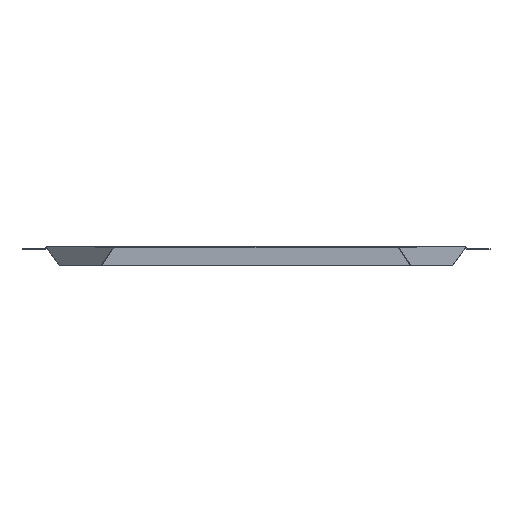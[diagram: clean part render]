
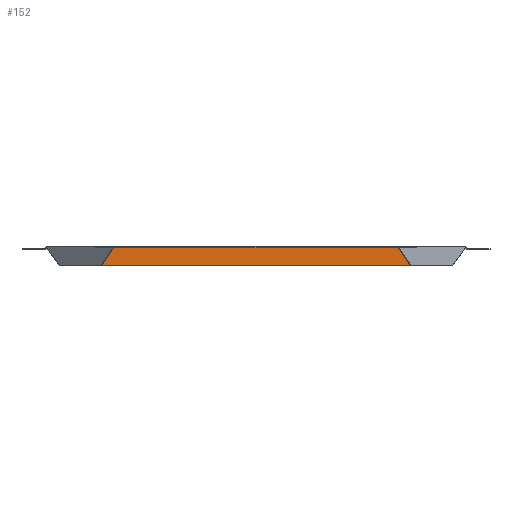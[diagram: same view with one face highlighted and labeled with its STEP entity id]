
A CAD part, front view. The second image highlights one B-rep face of the part: STEP entity #152.
In plain terms, the highlighted planar face has unit normal (0, -1, 0).
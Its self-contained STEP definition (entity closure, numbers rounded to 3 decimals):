
#6 = ORIENTED_EDGE ( 'NONE', *, *, #1811, .T. ) ;
#12 = EDGE_CURVE ( 'NONE', #94, #328, #189, .T. ) ;
#38 = CARTESIAN_POINT ( 'NONE',  ( 131.878, -0.7, -13. ) ) ;
#94 = VERTEX_POINT ( 'NONE', #772 ) ;
#118 = CARTESIAN_POINT ( 'NONE',  ( -143.563, -0.7, -1.408 ) ) ;
#152 = ADVANCED_FACE ( 'NONE', ( #788 ), #1169, .F. ) ;
#165 = B_SPLINE_CURVE_WITH_KNOTS ( 'NONE', 3,
 ( #790, #1112, #118, #1278, #295, #1441 ),
 .UNSPECIFIED., .F., .F.,
 ( 4, 2, 4 ),
 ( 0.004, 0.004, 0.005 ),
 .UNSPECIFIED. ) ;
#173 = VERTEX_POINT ( 'NONE', #2157 ) ;
#189 = B_SPLINE_CURVE_WITH_KNOTS ( 'NONE', 3,
 ( #1720, #1361, #572, #1889, #898, #2050 ),
 .UNSPECIFIED., .F., .F.,
 ( 4, 2, 4 ),
 ( 0.004, 0.004, 0.005 ),
 .UNSPECIFIED. ) ;
#234 = LINE ( 'NONE', #1120, #1932 ) ;
#289 = LINE ( 'NONE', #1964, #1538 ) ;
#295 = CARTESIAN_POINT ( 'NONE',  ( -144.081, -0.7, -0.901 ) ) ;
#296 = EDGE_CURVE ( 'NONE', #593, #94, #1937, .T. ) ;
#326 = AXIS2_PLACEMENT_3D ( 'NONE', #352, #1003, #841 ) ;
#328 = VERTEX_POINT ( 'NONE', #911 ) ;
#352 = CARTESIAN_POINT ( 'NONE',  ( 0., -0.7, 0. ) ) ;
#369 = VERTEX_POINT ( 'NONE', #2080 ) ;
#398 = DIRECTION ( 'NONE',  ( -1., 0., 0. ) ) ;
#572 = CARTESIAN_POINT ( 'NONE',  ( 143.563, -0.7, -1.408 ) ) ;
#593 = VERTEX_POINT ( 'NONE', #38 ) ;
#636 = VECTOR ( 'NONE', #1415, 1000. ) ;
#642 = DIRECTION ( 'NONE',  ( 1., 0., 0. ) ) ;
#682 = ORIENTED_EDGE ( 'NONE', *, *, #1945, .F. ) ;
#720 = CARTESIAN_POINT ( 'NONE',  ( 0., -0.7, -0.7 ) ) ;
#772 = CARTESIAN_POINT ( 'NONE',  ( 143.178, -0.7, -1.7 ) ) ;
#788 = FACE_OUTER_BOUND ( 'NONE', #1824, .T. ) ;
#790 = CARTESIAN_POINT ( 'NONE',  ( -143.178, -0.7, -1.7 ) ) ;
#841 = DIRECTION ( 'NONE',  ( 0., 0., 1. ) ) ;
#898 = CARTESIAN_POINT ( 'NONE',  ( 144.081, -0.7, -0.901 ) ) ;
#911 = CARTESIAN_POINT ( 'NONE',  ( 144.214, -0.7, -0.7 ) ) ;
#1003 = DIRECTION ( 'NONE',  ( 0., 1., 0. ) ) ;
#1112 = CARTESIAN_POINT ( 'NONE',  ( -143.37, -0.7, -1.554 ) ) ;
#1120 = CARTESIAN_POINT ( 'NONE',  ( -72.439, -0.7, -72.439 ) ) ;
#1150 = CARTESIAN_POINT ( 'NONE',  ( 131.878, -0.7, -13. ) ) ;
#1154 = ORIENTED_EDGE ( 'NONE', *, *, #1176, .T. ) ;
#1169 = PLANE ( 'NONE',  #326 ) ;
#1176 = EDGE_CURVE ( 'NONE', #173, #593, #289, .T. ) ;
#1203 = LINE ( 'NONE', #720, #1589 ) ;
#1235 = DIRECTION ( 'NONE',  ( 0.707, 0., -0.707 ) ) ;
#1245 = ORIENTED_EDGE ( 'NONE', *, *, #12, .T. ) ;
#1278 = CARTESIAN_POINT ( 'NONE',  ( -143.919, -0.7, -1.082 ) ) ;
#1286 = EDGE_CURVE ( 'NONE', #2024, #173, #234, .T. ) ;
#1347 = ORIENTED_EDGE ( 'NONE', *, *, #296, .T. ) ;
#1361 = CARTESIAN_POINT ( 'NONE',  ( 143.37, -0.7, -1.554 ) ) ;
#1415 = DIRECTION ( 'NONE',  ( 0.707, 0., 0.707 ) ) ;
#1441 = CARTESIAN_POINT ( 'NONE',  ( -144.214, -0.7, -0.7 ) ) ;
#1538 = VECTOR ( 'NONE', #642, 1000. ) ;
#1589 = VECTOR ( 'NONE', #398, 1000. ) ;
#1720 = CARTESIAN_POINT ( 'NONE',  ( 143.178, -0.7, -1.7 ) ) ;
#1781 = CARTESIAN_POINT ( 'NONE',  ( -143.178, -0.7, -1.7 ) ) ;
#1811 = EDGE_CURVE ( 'NONE', #328, #369, #1203, .T. ) ;
#1824 = EDGE_LOOP ( 'NONE', ( #1979, #1154, #1347, #1245, #6, #682 ) ) ;
#1889 = CARTESIAN_POINT ( 'NONE',  ( 143.919, -0.7, -1.082 ) ) ;
#1932 = VECTOR ( 'NONE', #1235, 1000. ) ;
#1937 = LINE ( 'NONE', #1150, #636 ) ;
#1945 = EDGE_CURVE ( 'NONE', #2024, #369, #165, .T. ) ;
#1964 = CARTESIAN_POINT ( 'NONE',  ( 0., -0.7, -13. ) ) ;
#1979 = ORIENTED_EDGE ( 'NONE', *, *, #1286, .T. ) ;
#2024 = VERTEX_POINT ( 'NONE', #1781 ) ;
#2050 = CARTESIAN_POINT ( 'NONE',  ( 144.214, -0.7, -0.7 ) ) ;
#2080 = CARTESIAN_POINT ( 'NONE',  ( -144.214, -0.7, -0.7 ) ) ;
#2157 = CARTESIAN_POINT ( 'NONE',  ( -131.878, -0.7, -13. ) ) ;
